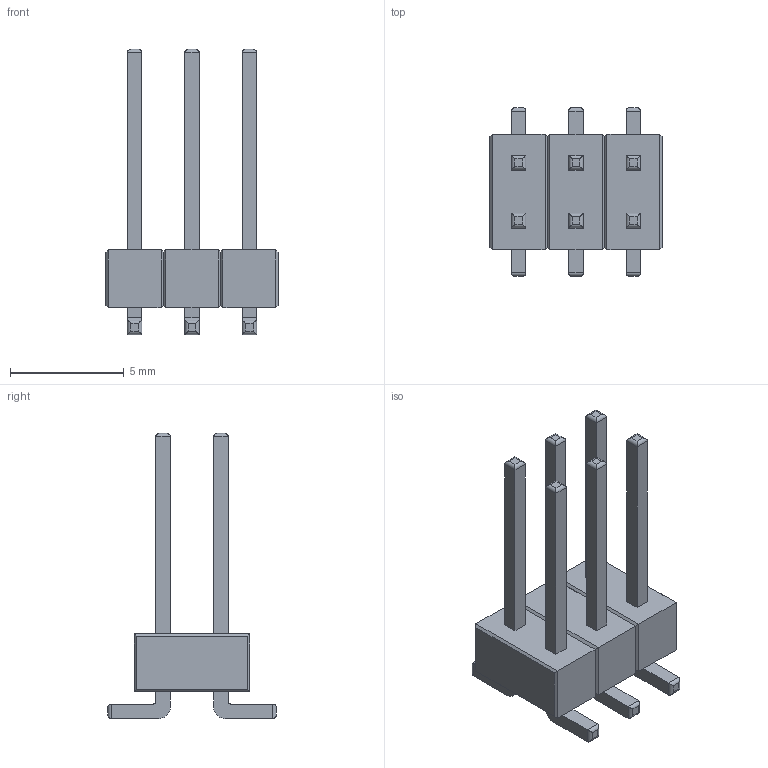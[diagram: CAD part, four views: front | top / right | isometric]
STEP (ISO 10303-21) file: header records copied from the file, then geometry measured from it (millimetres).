
FILE_DESCRIPTION (( 'STEP AP203' ), '1' );
FILE_NAME ('User Library-HN2X3 SMD.STEP', '2014-12-16T17:07:32', ( 'Windows User' ), ( '' ), 'SwSTEP 2.0', 'SolidWorks 2015', '' );
FILE_SCHEMA (( 'CONFIG_CONTROL_DESIGN' ));
Length unit declared in the file: millimetre
Products named in the file (1): User Library-HN2X3 SMD
Bounding box: 7.55 x 7.4 x 12.52 mm (x, y, z)
Volume: 126.4 mm3; surface area: 369 mm2
Topology: 3 solids, 3 shells, 174 faces, 396 edges, 240 vertices
Faces by surface type: plane 114, cylinder 60
Entity records: 4781 total; most frequent: CARTESIAN_POINT 955, ORIENTED_EDGE 792, DIRECTION 722, EDGE_CURVE 396, LINE 324, VECTOR 324, VERTEX_POINT 240, AXIS2_PLACEMENT_3D 199
